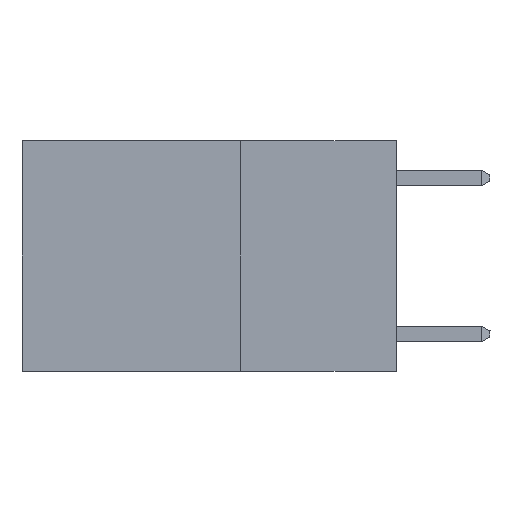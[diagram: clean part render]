
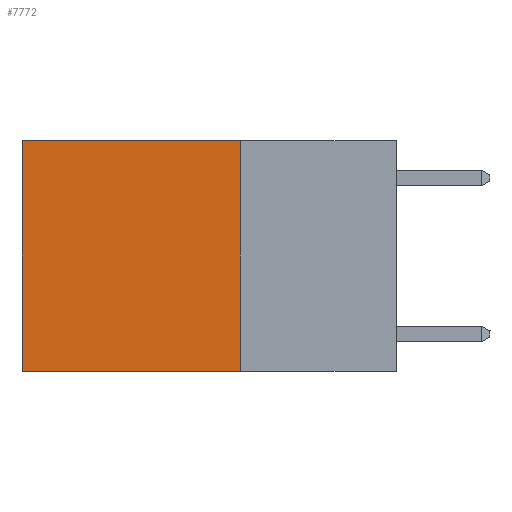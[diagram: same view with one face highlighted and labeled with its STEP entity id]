
A CAD part, left-side view. The second image highlights one B-rep face of the part: STEP entity #7772.
In plain terms, the highlighted planar face has unit normal (-1, 0, 0).
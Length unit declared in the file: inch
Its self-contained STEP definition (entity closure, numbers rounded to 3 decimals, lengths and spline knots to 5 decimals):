
#436 = EDGE_CURVE ( 'NONE', #5015, #1766, #758, .T. ) ;
#758 = LINE ( 'NONE', #8218, #8460 ) ;
#941 = CARTESIAN_POINT ( 'NONE',  ( 0.2625, 0.25, -0.37 ) ) ;
#1714 = DIRECTION ( 'NONE',  ( 0., 1., 0. ) ) ;
#1766 = VERTEX_POINT ( 'NONE', #2341 ) ;
#1823 = ORIENTED_EDGE ( 'NONE', *, *, #4884, .F. ) ;
#1922 = ORIENTED_EDGE ( 'NONE', *, *, #9143, .F. ) ;
#2341 = CARTESIAN_POINT ( 'NONE',  ( 0.2625, 0.6, -0.37 ) ) ;
#2428 = ORIENTED_EDGE ( 'NONE', *, *, #8068, .T. ) ;
#2741 = LINE ( 'NONE', #4727, #6342 ) ;
#3071 = CARTESIAN_POINT ( 'NONE',  ( 0.2625, 0.6, 0. ) ) ;
#4047 = DIRECTION ( 'NONE',  ( 1., 0., 0. ) ) ;
#4727 = CARTESIAN_POINT ( 'NONE',  ( 0.2625, 0.25, 0. ) ) ;
#4736 = FACE_OUTER_BOUND ( 'NONE', #5027, .T. ) ;
#4884 = EDGE_CURVE ( 'NONE', #5162, #5269, #8210, .T. ) ;
#4969 = VECTOR ( 'NONE', #1714, 39.37008 ) ;
#5015 = VERTEX_POINT ( 'NONE', #3071 ) ;
#5027 = EDGE_LOOP ( 'NONE', ( #7134, #1922, #1823, #2428 ) ) ;
#5162 = VERTEX_POINT ( 'NONE', #7705 ) ;
#5220 = DIRECTION ( 'NONE',  ( 0., 0., -1. ) ) ;
#5269 = VERTEX_POINT ( 'NONE', #9394 ) ;
#6100 = DIRECTION ( 'NONE',  ( 0., 1., 0. ) ) ;
#6342 = VECTOR ( 'NONE', #6100, 39.37008 ) ;
#6412 = VECTOR ( 'NONE', #5220, 39.37008 ) ;
#6654 = AXIS2_PLACEMENT_3D ( 'NONE', #8498, #4047, #9245 ) ;
#6878 = PLANE ( 'NONE',  #6654 ) ;
#7023 = LINE ( 'NONE', #941, #4969 ) ;
#7134 = ORIENTED_EDGE ( 'NONE', *, *, #436, .T. ) ;
#7705 = CARTESIAN_POINT ( 'NONE',  ( 0.2625, 0.25, 0. ) ) ;
#7772 = ADVANCED_FACE ( 'NONE', ( #4736 ), #6878, .F. ) ;
#8068 = EDGE_CURVE ( 'NONE', #5162, #5015, #2741, .T. ) ;
#8210 = LINE ( 'NONE', #9588, #6412 ) ;
#8218 = CARTESIAN_POINT ( 'NONE',  ( 0.2625, 0.6, 0. ) ) ;
#8460 = VECTOR ( 'NONE', #8583, 39.37008 ) ;
#8498 = CARTESIAN_POINT ( 'NONE',  ( 0.2625, 0.25, 0. ) ) ;
#8583 = DIRECTION ( 'NONE',  ( 0., 0., -1. ) ) ;
#9143 = EDGE_CURVE ( 'NONE', #5269, #1766, #7023, .T. ) ;
#9245 = DIRECTION ( 'NONE',  ( 0., 0., -1. ) ) ;
#9394 = CARTESIAN_POINT ( 'NONE',  ( 0.2625, 0.25, -0.37 ) ) ;
#9588 = CARTESIAN_POINT ( 'NONE',  ( 0.2625, 0.25, 0. ) ) ;
